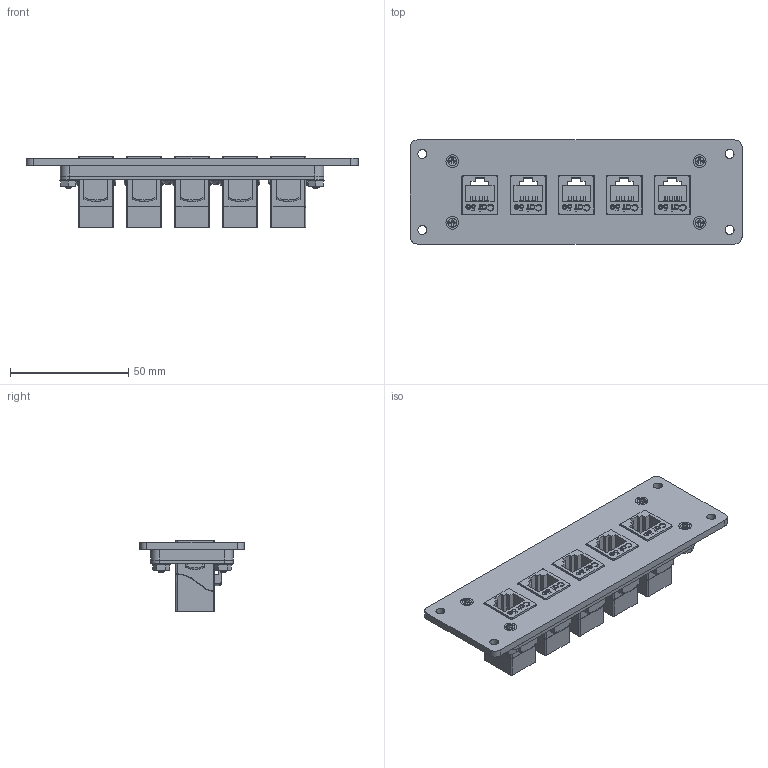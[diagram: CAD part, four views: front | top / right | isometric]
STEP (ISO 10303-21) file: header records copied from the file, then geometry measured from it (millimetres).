
FILE_DESCRIPTION (( 'STEP AP203' ), '1' );
FILE_NAME ('P-R2#5-H1RX_3D.STEP', '2021-10-20T13:33:41', ( '' ), ( '' ), 'SwSTEP 2.0', 'SolidWorks 2019', '' );
FILE_SCHEMA (( 'CONFIG_CONTROL_DESIGN' ));
Length unit declared in the file: millimetre
Products named in the file (13): Z-002-4401_4HN_90675A005; R2; P-R2#5-H1RX_3D; Z-300-RJ45CAT5; P-R2#5-H1RX_FP120_1; P-R2#5-H1RX_TP060_1; Z-000-4243316TFP; 4-40 half inch flathead _90273A110; P-R2#5-H1RX_BP180_1
Assembly tree (25 placements, depth 3):
  P-R2#5-H1RX_3D
    P-R2#5-H1RX_BP180_1
    P-R2#5-H1RX_TP060_1
    Z-000-4243316TFP  x4
    P-R2#5-H1RX_FP120_1
    R2
      Z-300-RJ45CAT5
    R2
      Z-300-RJ45CAT5
    R2
      Z-300-RJ45CAT5
    R2
      Z-300-RJ45CAT5
    R2
      Z-300-RJ45CAT5
    4-40 half inch flathead _90273A110  x4
    Z-002-4401_4HN_90675A005  x4
Bounding box: 140.34 x 43.99 x 29.8 mm (x, y, z)
Volume: 54529 mm3; surface area: 47028.9 mm2
Topology: 20 solids, 20 shells, 2614 faces, 7324 edges, 4848 vertices
Faces by surface type: plane 1246, bspline 656, cylinder 512, cone 200
Entity records: 32725 total; most frequent: CARTESIAN_POINT 14677, ORIENTED_EDGE 3974, DIRECTION 2492, EDGE_CURVE 1987, VERTEX_POINT 1318, VECTOR 1092, LINE 1092, EDGE_LOOP 841
